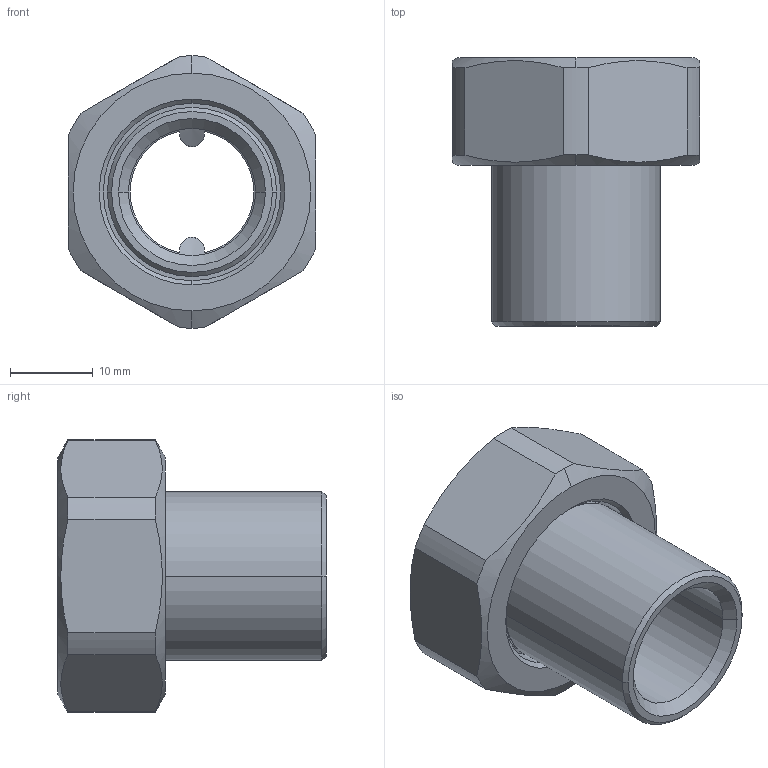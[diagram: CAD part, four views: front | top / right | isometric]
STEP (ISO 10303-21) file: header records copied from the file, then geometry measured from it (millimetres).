
FILE_DESCRIPTION (( 'STEP AP203' ), '1' );
FILE_NAME ('06640305BE.STEP', '2018-08-09T15:14:39', ( 'effebicad07' ), ( 'Hewlett-Packard Company' ), 'SwSTEP 2.0', 'SolidWorks 2016', '' );
FILE_SCHEMA (( 'CONFIG_CONTROL_DESIGN' ));
Length unit declared in the file: millimetre
Products named in the file (4): 2.A337; 7643E205_7643E205; 9824N203; 06640305BE
Assembly tree (3 placements, depth 2):
  06640305BE
    2.A337
    7643E205_7643E205
    9824N203
Bounding box: 30 x 32.5 x 33 mm (x, y, z)
Volume: 8490.7 mm3; surface area: 7045.6 mm2
Topology: 3 solids, 3 shells, 71 faces, 164 edges, 102 vertices
Faces by surface type: cylinder 28, plane 19, cone 18, torus 6
Entity records: 2644 total; most frequent: CARTESIAN_POINT 583, DIRECTION 378, ORIENTED_EDGE 328, EDGE_CURVE 164, AXIS2_PLACEMENT_3D 161, VERTEX_POINT 102, CIRCLE 84, EDGE_LOOP 80
